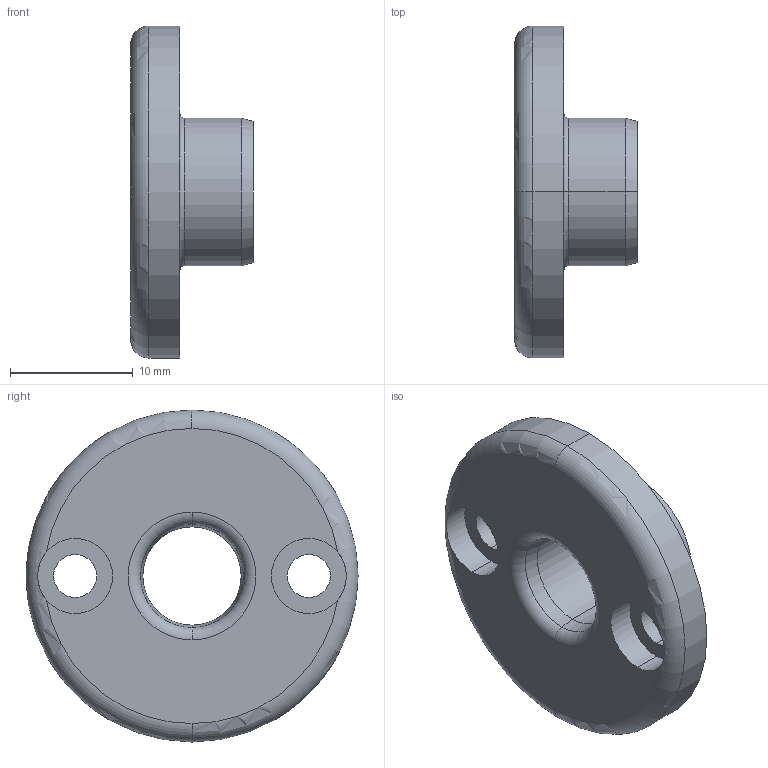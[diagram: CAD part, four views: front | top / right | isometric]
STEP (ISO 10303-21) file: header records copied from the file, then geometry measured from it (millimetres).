
FILE_DESCRIPTION (( 'STEP AP214' ), '1' );
FILE_NAME ('BWYI-C-d8-L10.step', '2025-04-25T00:35:01', ( '' ), ( 'Aliyun' ), 'FaSTEP 2.0', 'Forface 3D 2012', '' );
FILE_SCHEMA (( 'AUTOMOTIVE_DESIGN' ));
Length unit declared in the file: millimetre
Products named in the file (1): BWYI-C-d8-L10
Bounding box: 10 x 27 x 27 mm (x, y, z)
Volume: 2233.1 mm3; surface area: 1846.1 mm2
Topology: 1 solids, 1 shells, 31 faces, 72 edges, 44 vertices
Faces by surface type: cylinder 14, torus 8, plane 5, cone 4
Entity records: 974 total; most frequent: DIRECTION 186, CARTESIAN_POINT 178, ORIENTED_EDGE 144, AXIS2_PLACEMENT_3D 84, EDGE_CURVE 72, CIRCLE 52, VERTEX_POINT 44, EDGE_LOOP 38
